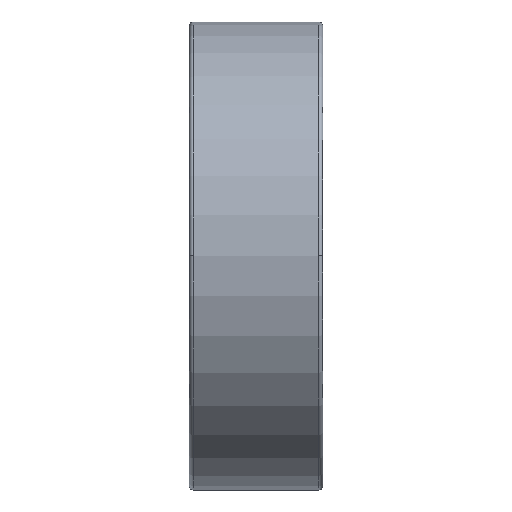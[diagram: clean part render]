
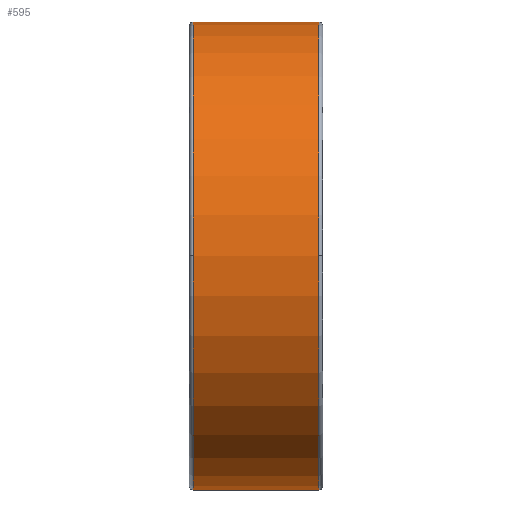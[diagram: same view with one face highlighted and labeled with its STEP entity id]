
A CAD part, top view. The second image highlights one B-rep face of the part: STEP entity #595.
In plain terms, the highlighted cylindrical face has radius 17.5 mm (diameter 35 mm), a partial arc.
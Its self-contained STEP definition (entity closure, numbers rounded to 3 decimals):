
#11 = ORIENTED_EDGE ( 'NONE', *, *, #246, .T. ) ;
#17 = CARTESIAN_POINT ( 'NONE',  ( 9.7, 0., 0. ) ) ;
#21 = CARTESIAN_POINT ( 'NONE',  ( 5., 17.5, 0. ) ) ;
#68 = DIRECTION ( 'NONE',  ( 1., 0., 0. ) ) ;
#109 = AXIS2_PLACEMENT_3D ( 'NONE', #368, #503, #846 ) ;
#113 = CARTESIAN_POINT ( 'NONE',  ( 0.3, 0., 0. ) ) ;
#140 = CARTESIAN_POINT ( 'NONE',  ( 5., -17.5, 0. ) ) ;
#150 = CIRCLE ( 'NONE', #703, 17.5 ) ;
#161 = DIRECTION ( 'NONE',  ( 0., 1., 0. ) ) ;
#178 = CARTESIAN_POINT ( 'NONE',  ( 0.3, -17.5, 0. ) ) ;
#193 = DIRECTION ( 'NONE',  ( 0., 1., 0. ) ) ;
#214 = CARTESIAN_POINT ( 'NONE',  ( 5., 0., 0. ) ) ;
#221 = CARTESIAN_POINT ( 'NONE',  ( 9.7, 0., 17.5 ) ) ;
#222 = DIRECTION ( 'NONE',  ( 0., 1., 0. ) ) ;
#234 = DIRECTION ( 'NONE',  ( 1., 0., 0. ) ) ;
#246 = EDGE_CURVE ( 'NONE', #577, #882, #619, .T. ) ;
#249 = VERTEX_POINT ( 'NONE', #457 ) ;
#268 = DIRECTION ( 'NONE',  ( 1., 0., 0. ) ) ;
#275 = AXIS2_PLACEMENT_3D ( 'NONE', #17, #68, #222 ) ;
#323 = ORIENTED_EDGE ( 'NONE', *, *, #801, .T. ) ;
#330 = ORIENTED_EDGE ( 'NONE', *, *, #498, .T. ) ;
#361 = DIRECTION ( 'NONE',  ( 0., 1., 0. ) ) ;
#368 = CARTESIAN_POINT ( 'NONE',  ( 0.3, 0., 0. ) ) ;
#411 = EDGE_LOOP ( 'NONE', ( #799, #766, #638, #323, #11, #330 ) ) ;
#427 = CYLINDRICAL_SURFACE ( 'NONE', #690, 17.5 ) ;
#442 = EDGE_CURVE ( 'NONE', #835, #717, #150, .T. ) ;
#457 = CARTESIAN_POINT ( 'NONE',  ( 9.7, -17.5, 0. ) ) ;
#494 = CIRCLE ( 'NONE', #109, 17.5 ) ;
#498 = EDGE_CURVE ( 'NONE', #882, #890, #494, .T. ) ;
#499 = DIRECTION ( 'NONE',  ( -1., 0., 0. ) ) ;
#503 = DIRECTION ( 'NONE',  ( 1., 0., 0. ) ) ;
#550 = EDGE_CURVE ( 'NONE', #249, #890, #567, .T. ) ;
#567 = LINE ( 'NONE', #140, #677 ) ;
#577 = VERTEX_POINT ( 'NONE', #704 ) ;
#580 = EDGE_CURVE ( 'NONE', #717, #249, #733, .T. ) ;
#584 = DIRECTION ( 'NONE',  ( -1., 0., 0. ) ) ;
#595 = ADVANCED_FACE ( 'NONE', ( #640 ), #427, .T. ) ;
#619 = CIRCLE ( 'NONE', #911, 17.5 ) ;
#638 = ORIENTED_EDGE ( 'NONE', *, *, #442, .F. ) ;
#640 = FACE_OUTER_BOUND ( 'NONE', #411, .T. ) ;
#658 = DIRECTION ( 'NONE',  ( -1., 0., 0. ) ) ;
#673 = CARTESIAN_POINT ( 'NONE',  ( 9.7, 17.5, 0. ) ) ;
#677 = VECTOR ( 'NONE', #584, 1000. ) ;
#690 = AXIS2_PLACEMENT_3D ( 'NONE', #214, #499, #361 ) ;
#703 = AXIS2_PLACEMENT_3D ( 'NONE', #903, #268, #193 ) ;
#704 = CARTESIAN_POINT ( 'NONE',  ( 0.3, 17.5, 0. ) ) ;
#705 = LINE ( 'NONE', #21, #881 ) ;
#717 = VERTEX_POINT ( 'NONE', #221 ) ;
#733 = CIRCLE ( 'NONE', #275, 17.5 ) ;
#766 = ORIENTED_EDGE ( 'NONE', *, *, #580, .F. ) ;
#799 = ORIENTED_EDGE ( 'NONE', *, *, #550, .F. ) ;
#801 = EDGE_CURVE ( 'NONE', #835, #577, #705, .T. ) ;
#805 = CARTESIAN_POINT ( 'NONE',  ( 0.3, 0., 17.5 ) ) ;
#835 = VERTEX_POINT ( 'NONE', #673 ) ;
#846 = DIRECTION ( 'NONE',  ( 0., 1., 0. ) ) ;
#881 = VECTOR ( 'NONE', #658, 1000. ) ;
#882 = VERTEX_POINT ( 'NONE', #805 ) ;
#890 = VERTEX_POINT ( 'NONE', #178 ) ;
#903 = CARTESIAN_POINT ( 'NONE',  ( 9.7, 0., 0. ) ) ;
#911 = AXIS2_PLACEMENT_3D ( 'NONE', #113, #234, #161 ) ;
